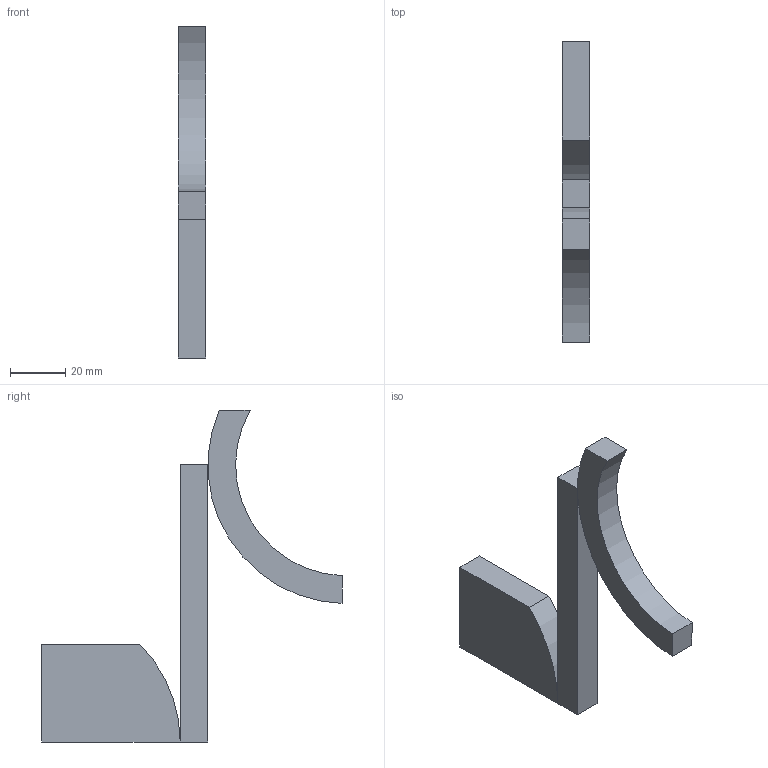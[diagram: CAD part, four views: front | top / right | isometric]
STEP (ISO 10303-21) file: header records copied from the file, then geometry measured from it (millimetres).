
FILE_DESCRIPTION (( 'STEP AP203' ), '1' );
FILE_NAME ('Tutorial 5.STEP', '2013-02-13T16:44:07', ( '' ), ( '' ), 'SwSTEP 2.0', 'SolidWorks 2011', '' );
FILE_SCHEMA (( 'CONFIG_CONTROL_DESIGN' ));
Length unit declared in the file: millimetre
Products named in the file (4): Tutorial 5; Part3^plastic; Part2^plastic; Bar
Assembly tree (3 placements, depth 2):
  Tutorial 5
    Bar
    Part3^plastic
    Part2^plastic
Bounding box: 10 x 108.53 x 119.82 mm (x, y, z)
Volume: 34992.4 mm3; surface area: 12802.5 mm2
Topology: 3 solids, 3 shells, 18 faces, 36 edges, 24 vertices
Faces by surface type: plane 15, cylinder 3
Entity records: 880 total; most frequent: DIRECTION 90, CARTESIAN_POINT 84, ORIENTED_EDGE 72, EDGE_CURVE 36, PERSON_AND_ORGANIZATION 35, LINE 30, AXIS2_PLACEMENT_3D 30, VECTOR 30
